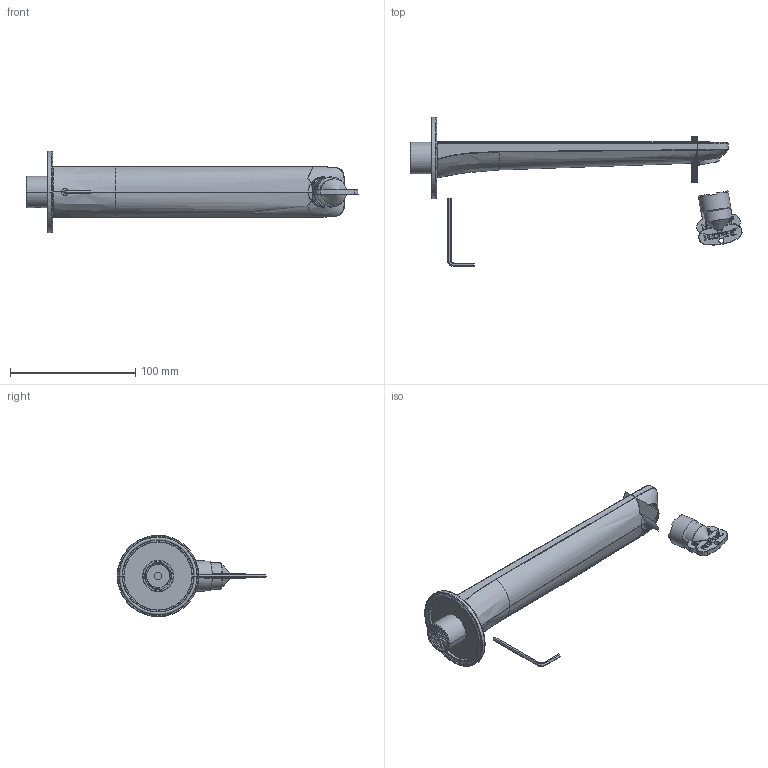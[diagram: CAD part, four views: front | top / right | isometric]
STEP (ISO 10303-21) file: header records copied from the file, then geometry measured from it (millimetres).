
FILE_DESCRIPTION((''),'2;1');
FILE_NAME('AS63403-31-01_ASM','2021-06-03T15:07:21',('zhuliangliang'),('Lota'),'CREO PARAMETRIC BY PTC INC, 2018420','CREO PARAMETRIC BY PTC INC, 2018420','');
FILE_SCHEMA(('CONFIG_CONTROL_DESIGN'));
Products named in the file (13): 63404-03-00; 63099-05-A0; 68058-18-00; 66061-02-A0; 63190-11-00; 66061-16-00; 66439-06-00; 873-03-4T; 63043-05-A0; F034SL-07-A5; 407A-02-00; 811-25-00; AS63403-31-01_ASM
Assembly tree (12 placements, depth 2):
  AS63403-31-01_ASM
    63404-03-00
    63099-05-A0
    68058-18-00
    66061-02-A0
    63190-11-00
    66061-16-00
    66439-06-00
    873-03-4T
    63043-05-A0
    F034SL-07-A5
    407A-02-00
    811-25-00
Bounding box: 264.98 x 119.14 x 65 mm (x, y, z)
Volume: 94037.6 mm3; surface area: 135573.2 mm2
Topology: 12 solids, 32 shells, 3297 faces, 9029 edges, 5934 vertices
Faces by surface type: plane 2491, bspline 341, cylinder 289, cone 108, torus 60, extrusion 8
Entity records: 139217 total; most frequent: CARTESIAN_POINT 56949, ORIENTED_EDGE 17931, DIRECTION 15144, EDGE_CURVE 9015, VECTOR 6946, LINE 6938, VERTEX_POINT 5934, AXIS2_PLACEMENT_3D 4099
